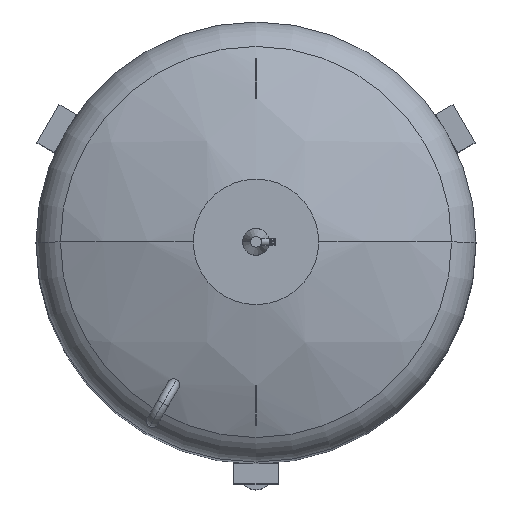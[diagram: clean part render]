
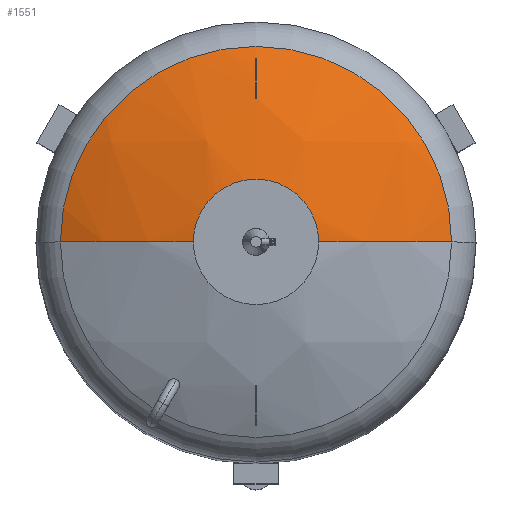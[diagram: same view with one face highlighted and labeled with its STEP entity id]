
A CAD part, top view. The second image highlights one B-rep face of the part: STEP entity #1551.
In plain terms, the highlighted spherical face has radius 1200 mm.
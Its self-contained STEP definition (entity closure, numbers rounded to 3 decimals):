
#4 = DIRECTION ( 'NONE',  ( -1., 0., 0. ) ) ;
#18 = DIRECTION ( 'NONE',  ( -1., 0., 0. ) ) ;
#37 = CARTESIAN_POINT ( 'NONE',  ( -2.5, 392.134, 3604.119 ) ) ;
#179 = CARTESIAN_POINT ( 'NONE',  ( 2.5, 485.183, 3567.539 ) ) ;
#182 = DIRECTION ( 'NONE',  ( 0., -1., 0. ) ) ;
#335 = DIRECTION ( 'NONE',  ( 0., 0., -1. ) ) ;
#391 = ORIENTED_EDGE ( 'NONE', *, *, #2522, .F. ) ;
#416 = CARTESIAN_POINT ( 'NONE',  ( -2.5, 485.183, 3567.539 ) ) ;
#629 = CIRCLE ( 'NONE', #3429, 1199.997 ) ;
#669 = EDGE_LOOP ( 'NONE', ( #2088, #1525, #1081, #3185 ) ) ;
#831 = FACE_OUTER_BOUND ( 'NONE', #1226, .T. ) ;
#865 = AXIS2_PLACEMENT_3D ( 'NONE', #3160, #1520, #4218 ) ;
#991 = CIRCLE ( 'NONE', #2867, 1200. ) ;
#1081 = ORIENTED_EDGE ( 'NONE', *, *, #2383, .T. ) ;
#1113 = EDGE_CURVE ( 'NONE', #1557, #3845, #1255, .T. ) ;
#1132 = CIRCLE ( 'NONE', #1405, 1200. ) ;
#1140 = VERTEX_POINT ( 'NONE', #1584 ) ;
#1143 = ORIENTED_EDGE ( 'NONE', *, *, #2965, .T. ) ;
#1226 = EDGE_LOOP ( 'NONE', ( #3405, #391, #1143, #3274 ) ) ;
#1255 = CIRCLE ( 'NONE', #1950, 1198.958 ) ;
#1334 = DIRECTION ( 'NONE',  ( 0., 0., 1. ) ) ;
#1391 = AXIS2_PLACEMENT_3D ( 'NONE', #1988, #18, #1334 ) ;
#1405 = AXIS2_PLACEMENT_3D ( 'NONE', #2143, #3929, #3213 ) ;
#1486 = DIRECTION ( 'NONE',  ( 0., 0.366, 0.931 ) ) ;
#1494 = SPHERICAL_SURFACE ( 'NONE', #3242, 1200. ) ;
#1520 = DIRECTION ( 'NONE',  ( 0., 0., -1. ) ) ;
#1525 = ORIENTED_EDGE ( 'NONE', *, *, #1113, .T. ) ;
#1551 = ADVANCED_FACE ( 'NONE', ( #831, #2814 ), #1494, .T. ) ;
#1557 = VERTEX_POINT ( 'NONE', #3540 ) ;
#1584 = CARTESIAN_POINT ( 'NONE',  ( 171., 0., 3657.754 ) ) ;
#1631 = DIRECTION ( 'NONE',  ( 1., 0., 0. ) ) ;
#1816 = CIRCLE ( 'NONE', #3069, 533.333 ) ;
#1937 = CARTESIAN_POINT ( 'NONE',  ( -533.333, 0., 3544.968 ) ) ;
#1945 = CIRCLE ( 'NONE', #1391, 1199.997 ) ;
#1950 = AXIS2_PLACEMENT_3D ( 'NONE', #2262, #3328, #4006 ) ;
#1969 = VERTEX_POINT ( 'NONE', #3793 ) ;
#1988 = CARTESIAN_POINT ( 'NONE',  ( -2.5, 0., 2470. ) ) ;
#1991 = EDGE_CURVE ( 'NONE', #1969, #1140, #3999, .T. ) ;
#2088 = ORIENTED_EDGE ( 'NONE', *, *, #3001, .T. ) ;
#2143 = CARTESIAN_POINT ( 'NONE',  ( 0., 0., 2470. ) ) ;
#2207 = DIRECTION ( 'NONE',  ( -1., 0., 0. ) ) ;
#2262 = CARTESIAN_POINT ( 'NONE',  ( 0., -46.525, 2488.29 ) ) ;
#2383 = EDGE_CURVE ( 'NONE', #3845, #4027, #1945, .T. ) ;
#2419 = CARTESIAN_POINT ( 'NONE',  ( 0., 0., 2470. ) ) ;
#2462 = CARTESIAN_POINT ( 'NONE',  ( 533.333, 0., 3544.968 ) ) ;
#2522 = EDGE_CURVE ( 'NONE', #3007, #4133, #1816, .T. ) ;
#2814 = FACE_BOUND ( 'NONE', #669, .T. ) ;
#2867 = AXIS2_PLACEMENT_3D ( 'NONE', #2419, #3708, #4103 ) ;
#2879 = DIRECTION ( 'NONE',  ( 0., 0., -1. ) ) ;
#2965 = EDGE_CURVE ( 'NONE', #3007, #1969, #1132, .T. ) ;
#2981 = CARTESIAN_POINT ( 'NONE',  ( 0., 0., 3544.968 ) ) ;
#3001 = EDGE_CURVE ( 'NONE', #3319, #1557, #629, .T. ) ;
#3007 = VERTEX_POINT ( 'NONE', #1937 ) ;
#3069 = AXIS2_PLACEMENT_3D ( 'NONE', #2981, #335, #4 ) ;
#3148 = EDGE_CURVE ( 'NONE', #4027, #3319, #3630, .T. ) ;
#3160 = CARTESIAN_POINT ( 'NONE',  ( 0., 0., 3657.754 ) ) ;
#3185 = ORIENTED_EDGE ( 'NONE', *, *, #3148, .T. ) ;
#3211 = CARTESIAN_POINT ( 'NONE',  ( 0., 0., 2470. ) ) ;
#3213 = DIRECTION ( 'NONE',  ( -1., 0., 0. ) ) ;
#3242 = AXIS2_PLACEMENT_3D ( 'NONE', #3211, #182, #2207 ) ;
#3251 = CARTESIAN_POINT ( 'NONE',  ( 2.5, 0., 2470. ) ) ;
#3274 = ORIENTED_EDGE ( 'NONE', *, *, #1991, .T. ) ;
#3319 = VERTEX_POINT ( 'NONE', #179 ) ;
#3328 = DIRECTION ( 'NONE',  ( 0., -0.931, 0.366 ) ) ;
#3405 = ORIENTED_EDGE ( 'NONE', *, *, #3642, .F. ) ;
#3429 = AXIS2_PLACEMENT_3D ( 'NONE', #3251, #1631, #2879 ) ;
#3540 = CARTESIAN_POINT ( 'NONE',  ( 2.5, 392.134, 3604.119 ) ) ;
#3630 = CIRCLE ( 'NONE', #4256, 1198.958 ) ;
#3642 = EDGE_CURVE ( 'NONE', #4133, #1140, #991, .T. ) ;
#3708 = DIRECTION ( 'NONE',  ( 0., -1., 0. ) ) ;
#3793 = CARTESIAN_POINT ( 'NONE',  ( -171., 0., 3657.754 ) ) ;
#3845 = VERTEX_POINT ( 'NONE', #37 ) ;
#3910 = DIRECTION ( 'NONE',  ( 0., 0.931, -0.366 ) ) ;
#3929 = DIRECTION ( 'NONE',  ( 0., 1., 0. ) ) ;
#3999 = CIRCLE ( 'NONE', #865, 171. ) ;
#4006 = DIRECTION ( 'NONE',  ( 0., -0.366, -0.931 ) ) ;
#4027 = VERTEX_POINT ( 'NONE', #416 ) ;
#4103 = DIRECTION ( 'NONE',  ( 1., 0., 0. ) ) ;
#4133 = VERTEX_POINT ( 'NONE', #2462 ) ;
#4218 = DIRECTION ( 'NONE',  ( 1., 0., 0. ) ) ;
#4233 = CARTESIAN_POINT ( 'NONE',  ( 0., 46.525, 2451.71 ) ) ;
#4256 = AXIS2_PLACEMENT_3D ( 'NONE', #4233, #3910, #1486 ) ;
